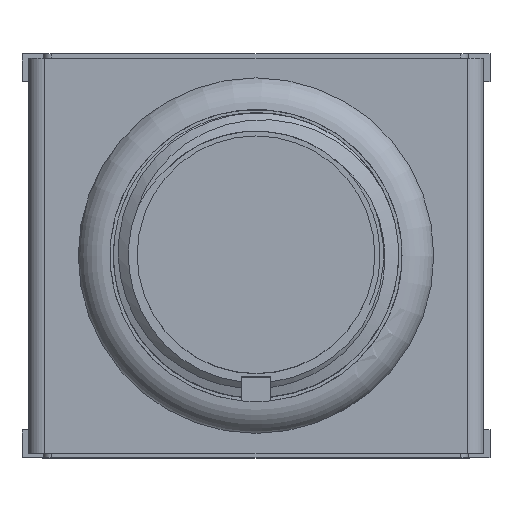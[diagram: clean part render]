
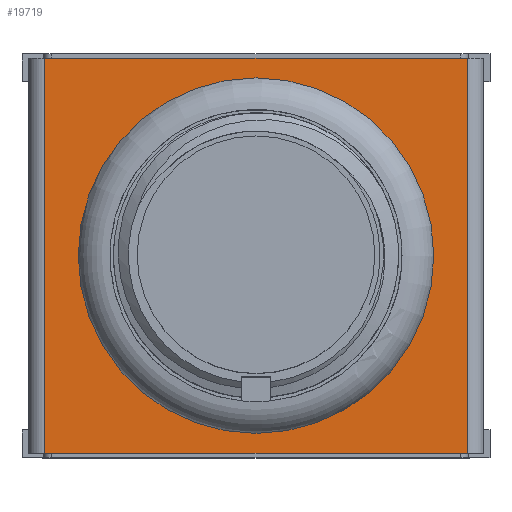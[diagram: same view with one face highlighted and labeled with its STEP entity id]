
A CAD part, top view. The second image highlights one B-rep face of the part: STEP entity #19719.
In plain terms, the highlighted planar face has unit normal (0, 0, 1).
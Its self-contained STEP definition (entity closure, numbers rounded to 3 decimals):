
#19581 = EDGE_CURVE('',#19582,#19582,#19584,.T.);
#19582 = VERTEX_POINT('',#19583);
#19583 = CARTESIAN_POINT('',(7.48,0.,14.6));
#19584 = CIRCLE('',#19585,7.48);
#19585 = AXIS2_PLACEMENT_3D('',#19586,#19587,#19588);
#19586 = CARTESIAN_POINT('',(0.,0.,14.6));
#19587 = DIRECTION('',(0.,0.,1.));
#19588 = DIRECTION('',(1.,0.,-0.));
#19692 = VERTEX_POINT('',#19693);
#19693 = CARTESIAN_POINT('',(8.881,8.313,
    14.6));
#19700 = EDGE_CURVE('',#19701,#19692,#19703,.T.);
#19701 = VERTEX_POINT('',#19702);
#19702 = CARTESIAN_POINT('',(8.881,-8.313,
    14.6));
#19703 = LINE('',#19704,#19705);
#19704 = CARTESIAN_POINT('',(8.881,-7.213,
    14.6));
#19705 = VECTOR('',#19706,1.);
#19706 = DIRECTION('',(0.,1.,0.));
#19719 = ADVANCED_FACE('',(#19720,#19723),#19748,.T.);
#19720 = FACE_BOUND('',#19721,.T.);
#19721 = EDGE_LOOP('',(#19722));
#19722 = ORIENTED_EDGE('',*,*,#19581,.F.);
#19723 = FACE_BOUND('',#19724,.T.);
#19724 = EDGE_LOOP('',(#19725,#19726,#19734,#19742));
#19725 = ORIENTED_EDGE('',*,*,#19700,.T.);
#19726 = ORIENTED_EDGE('',*,*,#19727,.F.);
#19727 = EDGE_CURVE('',#19728,#19692,#19730,.T.);
#19728 = VERTEX_POINT('',#19729);
#19729 = CARTESIAN_POINT('',(-8.881,8.313,
    14.6));
#19730 = LINE('',#19731,#19732);
#19731 = CARTESIAN_POINT('',(-8.881,8.313,
    14.6));
#19732 = VECTOR('',#19733,1.);
#19733 = DIRECTION('',(1.,0.,0.));
#19734 = ORIENTED_EDGE('',*,*,#19735,.F.);
#19735 = EDGE_CURVE('',#19736,#19728,#19738,.T.);
#19736 = VERTEX_POINT('',#19737);
#19737 = CARTESIAN_POINT('',(-8.881,-8.313,
    14.6));
#19738 = LINE('',#19739,#19740);
#19739 = CARTESIAN_POINT('',(-8.881,-7.213,
    14.6));
#19740 = VECTOR('',#19741,1.);
#19741 = DIRECTION('',(0.,1.,0.));
#19742 = ORIENTED_EDGE('',*,*,#19743,.T.);
#19743 = EDGE_CURVE('',#19736,#19701,#19744,.T.);
#19744 = LINE('',#19745,#19746);
#19745 = CARTESIAN_POINT('',(-8.881,-8.313,
    14.6));
#19746 = VECTOR('',#19747,1.);
#19747 = DIRECTION('',(1.,0.,0.));
#19748 = PLANE('',#19749);
#19749 = AXIS2_PLACEMENT_3D('',#19750,#19751,#19752);
#19750 = CARTESIAN_POINT('',(-8.881,-7.213,
    14.6));
#19751 = DIRECTION('',(0.,0.,1.));
#19752 = DIRECTION('',(1.,0.,-0.));
